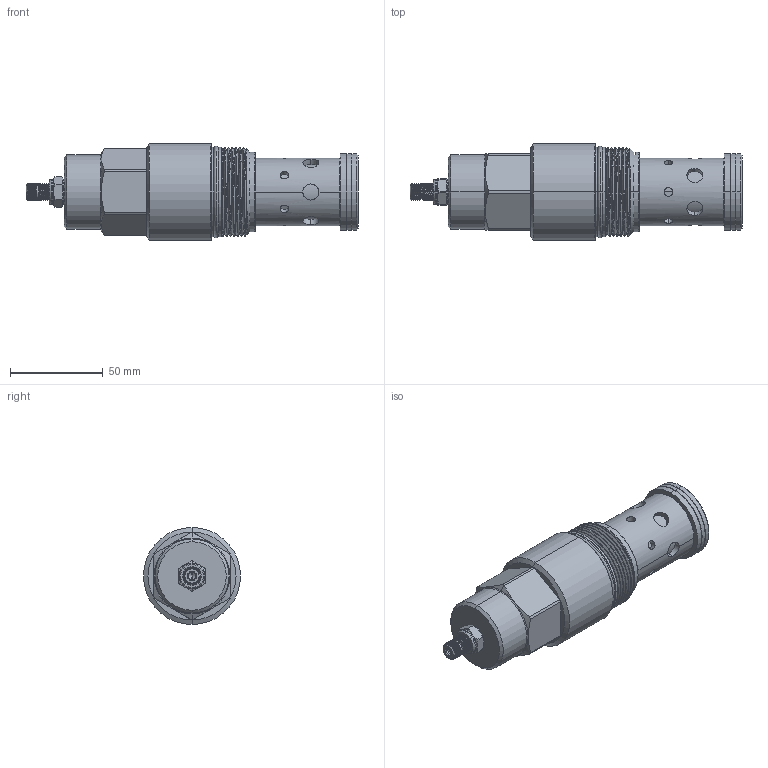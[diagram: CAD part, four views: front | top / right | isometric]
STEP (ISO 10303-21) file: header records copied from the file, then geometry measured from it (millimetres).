
FILE_DESCRIPTION (( 'STEP AP203' ), '1' );
FILE_NAME ('RD18A25-L.STEP', '2016-08-01T03:46:15', ( '' ), ( '' ), 'SwSTEP 2.0', 'SolidWorks 2012', '' );
FILE_SCHEMA (( 'CONFIG_CONTROL_DESIGN' ));
Length unit declared in the file: millimetre
Products named in the file (1): RD18A25-L
Bounding box: 179.18 x 52.37 x 52.37 mm (x, y, z)
Volume: 232307.9 mm3; surface area: 34033.7 mm2
Topology: 4 solids, 4 shells, 274 faces, 672 edges, 425 vertices
Faces by surface type: cylinder 141, plane 52, cone 46, torus 22, bspline 13
Entity records: 19578 total; most frequent: CARTESIAN_POINT 13476, ORIENTED_EDGE 1340, DIRECTION 1180, EDGE_CURVE 670, AXIS2_PLACEMENT_3D 480, VERTEX_POINT 425, EDGE_LOOP 301, ADVANCED_FACE 274
